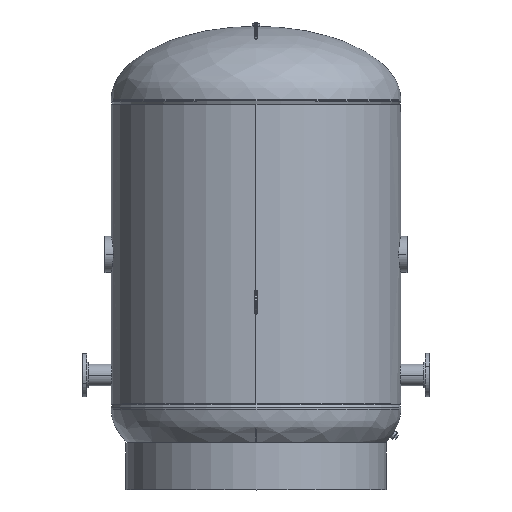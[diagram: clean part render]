
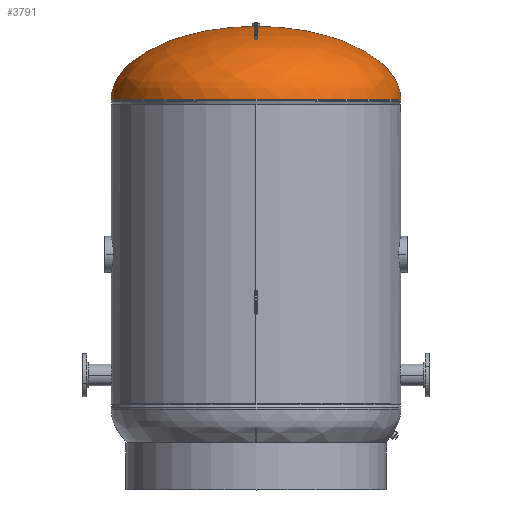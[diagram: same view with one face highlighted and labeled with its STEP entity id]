
A CAD part, top view. The second image highlights one B-rep face of the part: STEP entity #3791.
In plain terms, the highlighted free-form (B-spline) face has degree [3, 3] with [4, 4] control points.
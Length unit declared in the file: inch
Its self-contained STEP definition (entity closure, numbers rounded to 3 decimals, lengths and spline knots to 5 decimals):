
#49 = CARTESIAN_POINT ( 'NONE',  ( 0.625, 16.24671, 0. ) ) ;
#178 = ORIENTED_EDGE ( 'NONE', *, *, #1877, .T. ) ;
#306 = DIRECTION ( 'NONE',  ( 0., 1., 0. ) ) ;
#756 = CARTESIAN_POINT ( 'NONE',  ( -30., 9.8261, 0. ) ) ;
#962 = CARTESIAN_POINT ( 'NONE',  ( 0., 1.09375, 0. ) ) ;
#1217 = CARTESIAN_POINT ( 'NONE',  ( -0.625, 16.24671, 0. ) ) ;
#1877 = EDGE_CURVE ( 'NONE', #5402, #17465, #15643, .T. ) ;
#1952 = FACE_OUTER_BOUND ( 'NONE', #11719, .T. ) ;
#2042 = CARTESIAN_POINT ( 'NONE',  ( -30., 1.09375, 60. ) ) ;
#2473 = CARTESIAN_POINT ( 'NONE',  ( 30., 1.09375, 0. ) ) ;
#3083 = ORIENTED_EDGE ( 'NONE', *, *, #7250, .F. ) ;
#3237 = DIRECTION ( 'NONE',  ( 1., 0., 0. ) ) ;
#3365 = CARTESIAN_POINT ( 'NONE',  ( -30., 1.09375, 0. ) ) ;
#3413 = CARTESIAN_POINT ( 'NONE',  ( 30., 9.8261, 60. ) ) ;
#3492 = CARTESIAN_POINT ( 'NONE',  ( 0.625, 16.24671, 0. ) ) ;
#3500 = CARTESIAN_POINT ( 'NONE',  ( -17.90589, 16.06479, 0. ) ) ;
#3791 = ADVANCED_FACE ( 'NONE', ( #1952 ), #8786, .F. ) ;
#3888 = ORIENTED_EDGE ( 'NONE', *, *, #11000, .F. ) ;
#4061 = CARTESIAN_POINT ( 'NONE',  ( -30., 9.8261, 0. ) ) ;
#4103 = ORIENTED_EDGE ( 'NONE', *, *, #7042, .F. ) ;
#4214 = VERTEX_POINT ( 'NONE', #17330 ) ;
#5402 = VERTEX_POINT ( 'NONE', #9870 ) ;
#6159 = CARTESIAN_POINT ( 'NONE',  ( 0., 16.24671, 0. ) ) ;
#6163 = CARTESIAN_POINT ( 'NONE',  ( 0.625, 16.24671, 1.25 ) ) ;
#6255 = CARTESIAN_POINT ( 'NONE',  ( 17.90589, 16.06479, 35.81179 ) ) ;
#6722 = CARTESIAN_POINT ( 'NONE',  ( -17.90589, 16.06479, 0. ) ) ;
#7042 = EDGE_CURVE ( 'NONE', #4214, #17465, #12800, .T. ) ;
#7250 = EDGE_CURVE ( 'NONE', #5402, #16129, #11939, .T. ) ;
#8084 = DIRECTION ( 'NONE',  ( 0., -1., 0. ) ) ;
#8786 =( BOUNDED_SURFACE ( )  B_SPLINE_SURFACE ( 3, 3, ( 
 ( #10442, #6163, #10357, #11812 ),
 ( #15908, #6255, #15995, #3500 ),
 ( #9252, #3413, #17304, #756 ),
 ( #13346, #13429, #2042, #8987 ) ),
 .UNSPECIFIED., .F., .F., .F. ) 
 B_SPLINE_SURFACE_WITH_KNOTS ( ( 4, 4 ),
 ( 4, 4 ),
 ( 0., 1. ),
 ( 0., 1. ),
 .UNSPECIFIED. ) 
 GEOMETRIC_REPRESENTATION_ITEM ( )  RATIONAL_B_SPLINE_SURFACE ( (
 ( 1., 0.333, 0.333, 1.),
 ( 0.81, 0.27, 0.27, 0.81),
 ( 0.81, 0.27, 0.27, 0.81),
 ( 1., 0.333, 0.333, 1.) ) ) 
 REPRESENTATION_ITEM ( '' )  SURFACE ( )  );
#8987 = CARTESIAN_POINT ( 'NONE',  ( -30., 1.09375, 0. ) ) ;
#9069 = CARTESIAN_POINT ( 'NONE',  ( 17.90589, 16.06479, 0. ) ) ;
#9157 = CARTESIAN_POINT ( 'NONE',  ( 30., 9.8261, 0. ) ) ;
#9252 = CARTESIAN_POINT ( 'NONE',  ( 30., 9.8261, 0. ) ) ;
#9694 = EDGE_CURVE ( 'NONE', #15795, #4214, #14545, .T. ) ;
#9870 = CARTESIAN_POINT ( 'NONE',  ( -0.625, 16.24671, 0. ) ) ;
#10183 = CARTESIAN_POINT ( 'NONE',  ( 0., 16.24671, 0. ) ) ;
#10357 = CARTESIAN_POINT ( 'NONE',  ( -0.625, 16.24671, 1.25 ) ) ;
#10442 = CARTESIAN_POINT ( 'NONE',  ( 0.625, 16.24671, 0. ) ) ;
#11000 = EDGE_CURVE ( 'NONE', #16129, #15795, #15191, .T. ) ;
#11719 = EDGE_LOOP ( 'NONE', ( #3083, #178, #4103, #14444, #3888 ) ) ;
#11812 = CARTESIAN_POINT ( 'NONE',  ( -0.625, 16.24671, 0. ) ) ;
#11939 = CIRCLE ( 'NONE', #13385, 0.625 ) ;
#12278 = CARTESIAN_POINT ( 'NONE',  ( -30., 1.09375, 0. ) ) ;
#12800 = CIRCLE ( 'NONE', #12811, 30. ) ;
#12811 = AXIS2_PLACEMENT_3D ( 'NONE', #962, #8084, #16021 ) ;
#13007 = DIRECTION ( 'NONE',  ( 1., 0., 0. ) ) ;
#13346 = CARTESIAN_POINT ( 'NONE',  ( 30., 1.09375, 0. ) ) ;
#13385 = AXIS2_PLACEMENT_3D ( 'NONE', #10183, #15736, #13007 ) ;
#13429 = CARTESIAN_POINT ( 'NONE',  ( 30., 1.09375, 60. ) ) ;
#14027 = AXIS2_PLACEMENT_3D ( 'NONE', #6159, #306, #3237 ) ;
#14444 = ORIENTED_EDGE ( 'NONE', *, *, #9694, .F. ) ;
#14545 =( BOUNDED_CURVE ( )  B_SPLINE_CURVE ( 3, ( #3492, #9069, #9157, #2473 ),
 .UNSPECIFIED., .F., .F. ) 
 B_SPLINE_CURVE_WITH_KNOTS ( ( 4, 4 ),
 ( 4.73322, 6.28319 ),
 .UNSPECIFIED. ) 
 CURVE ( )  GEOMETRIC_REPRESENTATION_ITEM ( )  RATIONAL_B_SPLINE_CURVE ( ( 1., 0.81, 0.81, 1. ) ) 
 REPRESENTATION_ITEM ( '' )  );
#15191 = CIRCLE ( 'NONE', #14027, 0.625 ) ;
#15643 =( BOUNDED_CURVE ( )  B_SPLINE_CURVE ( 3, ( #1217, #6722, #4061, #12278 ),
 .UNSPECIFIED., .F., .F. ) 
 B_SPLINE_CURVE_WITH_KNOTS ( ( 4, 4 ),
 ( 4.73322, 6.28319 ),
 .UNSPECIFIED. ) 
 CURVE ( )  GEOMETRIC_REPRESENTATION_ITEM ( )  RATIONAL_B_SPLINE_CURVE ( ( 1., 0.81, 0.81, 1. ) ) 
 REPRESENTATION_ITEM ( '' )  );
#15736 = DIRECTION ( 'NONE',  ( 0., 1., 0. ) ) ;
#15795 = VERTEX_POINT ( 'NONE', #49 ) ;
#15908 = CARTESIAN_POINT ( 'NONE',  ( 17.90589, 16.06479, 0. ) ) ;
#15995 = CARTESIAN_POINT ( 'NONE',  ( -17.90589, 16.06479, 35.81179 ) ) ;
#16021 = DIRECTION ( 'NONE',  ( 1., 0., 0. ) ) ;
#16129 = VERTEX_POINT ( 'NONE', #17644 ) ;
#17304 = CARTESIAN_POINT ( 'NONE',  ( -30., 9.8261, 60. ) ) ;
#17330 = CARTESIAN_POINT ( 'NONE',  ( 30., 1.09375, 0. ) ) ;
#17465 = VERTEX_POINT ( 'NONE', #3365 ) ;
#17644 = CARTESIAN_POINT ( 'NONE',  ( 0., 16.24671, 0.625 ) ) ;
